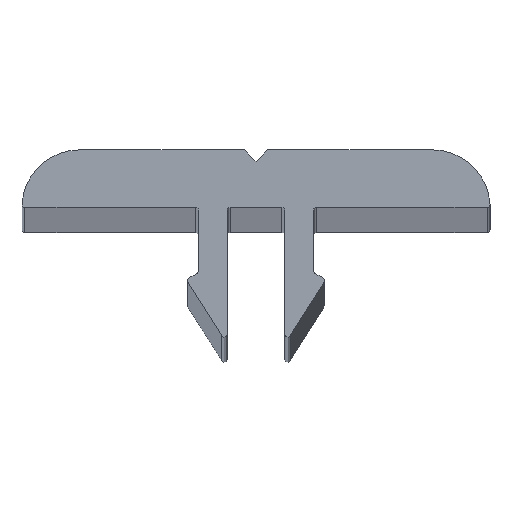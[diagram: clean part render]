
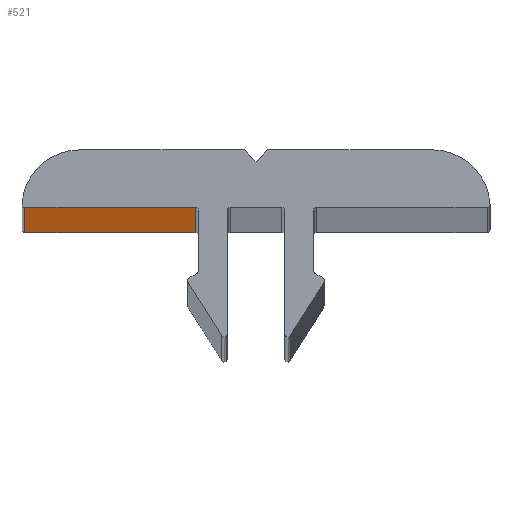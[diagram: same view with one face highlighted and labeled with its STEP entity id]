
A CAD part, top view. The second image highlights one B-rep face of the part: STEP entity #521.
In plain terms, the highlighted planar face has unit normal (0, -1, 0).
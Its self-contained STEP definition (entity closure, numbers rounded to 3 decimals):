
#64 = ORIENTED_EDGE ( 'NONE', *, *, #682, .F. ) ;
#82 = DIRECTION ( 'NONE',  ( 0., 0., 1. ) ) ;
#89 = CARTESIAN_POINT ( 'NONE',  ( -16.05, 9., 500. ) ) ;
#99 = AXIS2_PLACEMENT_3D ( 'NONE', #532, #560, #526 ) ;
#114 = CARTESIAN_POINT ( 'NONE',  ( -16.05, 9., -500. ) ) ;
#145 = LINE ( 'NONE', #384, #1041 ) ;
#155 = CARTESIAN_POINT ( 'NONE',  ( -4.2, 9., -500. ) ) ;
#186 = EDGE_CURVE ( 'NONE', #246, #987, #543, .T. ) ;
#246 = VERTEX_POINT ( 'NONE', #762 ) ;
#343 = CARTESIAN_POINT ( 'NONE',  ( -16.05, 9., 500. ) ) ;
#353 = DIRECTION ( 'NONE',  ( -1., 0., 0. ) ) ;
#367 = CARTESIAN_POINT ( 'NONE',  ( -4.2, 9., -500. ) ) ;
#376 = ORIENTED_EDGE ( 'NONE', *, *, #186, .F. ) ;
#381 = DIRECTION ( 'NONE',  ( 1., 0., 0. ) ) ;
#384 = CARTESIAN_POINT ( 'NONE',  ( -4.2, 9., 500. ) ) ;
#385 = VECTOR ( 'NONE', #779, 1000. ) ;
#521 = ADVANCED_FACE ( 'NONE', ( #992 ), #529, .F. ) ;
#526 = DIRECTION ( 'NONE',  ( -1., 0., 0. ) ) ;
#529 = PLANE ( 'NONE',  #99 ) ;
#532 = CARTESIAN_POINT ( 'NONE',  ( -4.2, 9., 500. ) ) ;
#536 = LINE ( 'NONE', #367, #1023 ) ;
#543 = LINE ( 'NONE', #777, #385 ) ;
#560 = DIRECTION ( 'NONE',  ( 0., 1., 0. ) ) ;
#621 = EDGE_CURVE ( 'NONE', #712, #246, #145, .T. ) ;
#672 = LINE ( 'NONE', #89, #793 ) ;
#682 = EDGE_CURVE ( 'NONE', #987, #1040, #536, .T. ) ;
#712 = VERTEX_POINT ( 'NONE', #343 ) ;
#762 = CARTESIAN_POINT ( 'NONE',  ( -4.2, 9., 500. ) ) ;
#777 = CARTESIAN_POINT ( 'NONE',  ( -4.2, 9., 500. ) ) ;
#779 = DIRECTION ( 'NONE',  ( 0., 0., -1. ) ) ;
#793 = VECTOR ( 'NONE', #82, 1000. ) ;
#854 = ORIENTED_EDGE ( 'NONE', *, *, #621, .F. ) ;
#920 = EDGE_LOOP ( 'NONE', ( #376, #854, #1083, #64 ) ) ;
#987 = VERTEX_POINT ( 'NONE', #155 ) ;
#992 = FACE_OUTER_BOUND ( 'NONE', #920, .T. ) ;
#1023 = VECTOR ( 'NONE', #353, 1000. ) ;
#1040 = VERTEX_POINT ( 'NONE', #114 ) ;
#1041 = VECTOR ( 'NONE', #381, 1000. ) ;
#1057 = EDGE_CURVE ( 'NONE', #1040, #712, #672, .T. ) ;
#1083 = ORIENTED_EDGE ( 'NONE', *, *, #1057, .F. ) ;
